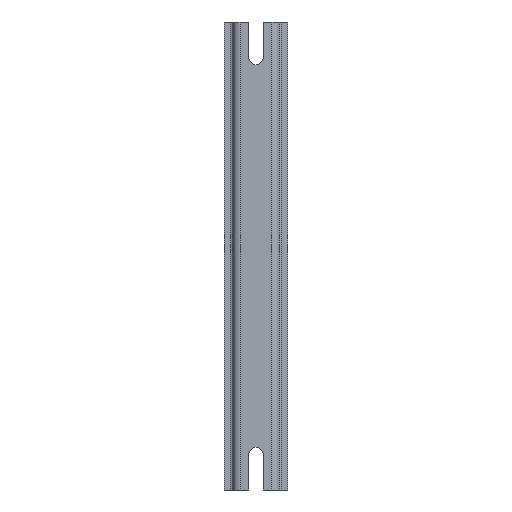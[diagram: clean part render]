
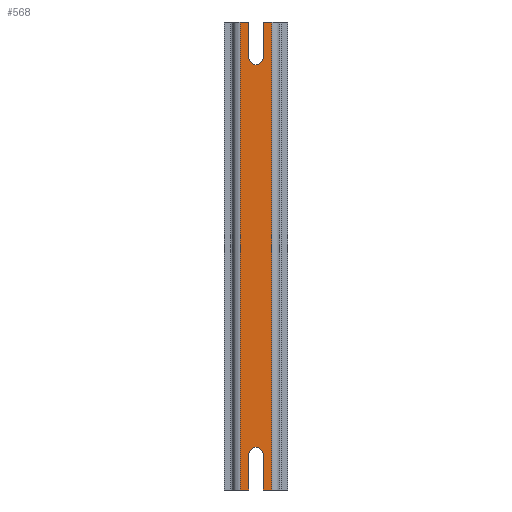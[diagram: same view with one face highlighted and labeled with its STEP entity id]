
A CAD part, front view. The second image highlights one B-rep face of the part: STEP entity #568.
In plain terms, the highlighted planar face has unit normal (0, -1, 0).
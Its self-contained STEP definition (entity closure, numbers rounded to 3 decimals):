
#20=PLANE('',#608);
#42=FACE_OUTER_BOUND('',#72,.T.);
#72=EDGE_LOOP('',(#419,#420,#421,#422,#423,#424,#425,#426,#427,#428,#429,
#430));
#97=LINE('',#821,#161);
#100=LINE('',#827,#164);
#105=LINE('',#842,#169);
#108=LINE('',#848,#172);
#117=LINE('',#873,#181);
#118=LINE('',#876,#182);
#119=LINE('',#877,#183);
#120=LINE('',#879,#184);
#121=LINE('',#881,#185);
#122=LINE('',#882,#186);
#161=VECTOR('',#655,8.25);
#164=VECTOR('',#660,8.25);
#169=VECTOR('',#673,8.25);
#172=VECTOR('',#678,8.25);
#181=VECTOR('',#697,2.);
#182=VECTOR('',#700,110.);
#183=VECTOR('',#701,2.);
#184=VECTOR('',#702,2.);
#185=VECTOR('',#703,110.);
#186=VECTOR('',#704,2.);
#223=CIRCLE('',#594,1.75);
#225=CIRCLE('',#599,1.75);
#243=VERTEX_POINT('',#811);
#244=VERTEX_POINT('',#812);
#247=VERTEX_POINT('',#820);
#249=VERTEX_POINT('',#826);
#251=VERTEX_POINT('',#832);
#252=VERTEX_POINT('',#833);
#255=VERTEX_POINT('',#841);
#257=VERTEX_POINT('',#847);
#268=VERTEX_POINT('',#871);
#269=VERTEX_POINT('',#875);
#270=VERTEX_POINT('',#878);
#271=VERTEX_POINT('',#880);
#299=EDGE_CURVE('',#243,#244,#223,.T.);
#303=EDGE_CURVE('',#244,#247,#97,.T.);
#306=EDGE_CURVE('',#249,#243,#100,.T.);
#309=EDGE_CURVE('',#251,#252,#225,.T.);
#313=EDGE_CURVE('',#252,#255,#105,.T.);
#316=EDGE_CURVE('',#257,#251,#108,.T.);
#329=EDGE_CURVE('',#247,#268,#117,.T.);
#330=EDGE_CURVE('',#269,#268,#118,.T.);
#331=EDGE_CURVE('',#269,#257,#119,.T.);
#332=EDGE_CURVE('',#255,#270,#120,.T.);
#333=EDGE_CURVE('',#271,#270,#121,.T.);
#334=EDGE_CURVE('',#271,#249,#122,.T.);
#419=ORIENTED_EDGE('',*,*,#306,.T.);
#420=ORIENTED_EDGE('',*,*,#299,.T.);
#421=ORIENTED_EDGE('',*,*,#303,.T.);
#422=ORIENTED_EDGE('',*,*,#329,.T.);
#423=ORIENTED_EDGE('',*,*,#330,.F.);
#424=ORIENTED_EDGE('',*,*,#331,.T.);
#425=ORIENTED_EDGE('',*,*,#316,.T.);
#426=ORIENTED_EDGE('',*,*,#309,.T.);
#427=ORIENTED_EDGE('',*,*,#313,.T.);
#428=ORIENTED_EDGE('',*,*,#332,.T.);
#429=ORIENTED_EDGE('',*,*,#333,.F.);
#430=ORIENTED_EDGE('',*,*,#334,.T.);
#568=ADVANCED_FACE('',(#42),#20,.T.);
#594=AXIS2_PLACEMENT_3D('',#813,#647,#648);
#599=AXIS2_PLACEMENT_3D('',#834,#665,#666);
#608=AXIS2_PLACEMENT_3D('',#874,#698,#699);
#647=DIRECTION('center_axis',(0.,1.,0.));
#648=DIRECTION('ref_axis',(-1.,0.,0.));
#655=DIRECTION('',(0.,0.,1.));
#660=DIRECTION('',(0.,0.,-1.));
#665=DIRECTION('center_axis',(0.,1.,0.));
#666=DIRECTION('ref_axis',(-1.,0.,0.));
#673=DIRECTION('',(0.,0.,-1.));
#678=DIRECTION('',(0.,0.,1.));
#697=DIRECTION('',(-1.,0.,0.));
#698=DIRECTION('center_axis',(0.,-1.,0.));
#699=DIRECTION('ref_axis',(0.,0.,-1.));
#700=DIRECTION('',(0.,0.,1.));
#701=DIRECTION('',(1.,0.,0.));
#702=DIRECTION('',(1.,0.,0.));
#703=DIRECTION('',(0.,0.,-1.));
#704=DIRECTION('',(-1.,0.,0.));
#811=CARTESIAN_POINT('',(1.75,0.,46.75));
#812=CARTESIAN_POINT('',(-1.75,0.,46.75));
#813=CARTESIAN_POINT('Origin',(0.,0.,46.75));
#820=CARTESIAN_POINT('',(-1.75,0.,55.));
#821=CARTESIAN_POINT('',(-1.75,0.,23.375));
#826=CARTESIAN_POINT('',(1.75,0.,55.));
#827=CARTESIAN_POINT('',(1.75,0.,27.5));
#832=CARTESIAN_POINT('',(-1.75,0.,-46.75));
#833=CARTESIAN_POINT('',(1.75,0.,-46.75));
#834=CARTESIAN_POINT('Origin',(0.,0.,-46.75));
#841=CARTESIAN_POINT('',(1.75,0.,-55.));
#842=CARTESIAN_POINT('',(1.75,0.,-23.375));
#847=CARTESIAN_POINT('',(-1.75,0.,-55.));
#848=CARTESIAN_POINT('',(-1.75,0.,-27.5));
#871=CARTESIAN_POINT('',(-3.75,0.,55.));
#873=CARTESIAN_POINT('',(-5.45,0.,55.));
#874=CARTESIAN_POINT('Origin',(5.45,0.,0.));
#875=CARTESIAN_POINT('',(-3.75,0.,-55.));
#876=CARTESIAN_POINT('',(-3.75,0.,0.));
#877=CARTESIAN_POINT('',(-5.45,0.,-55.));
#878=CARTESIAN_POINT('',(3.75,0.,-55.));
#879=CARTESIAN_POINT('',(-5.45,0.,-55.));
#880=CARTESIAN_POINT('',(3.75,0.,55.));
#881=CARTESIAN_POINT('',(3.75,0.,0.));
#882=CARTESIAN_POINT('',(-5.45,0.,55.));
